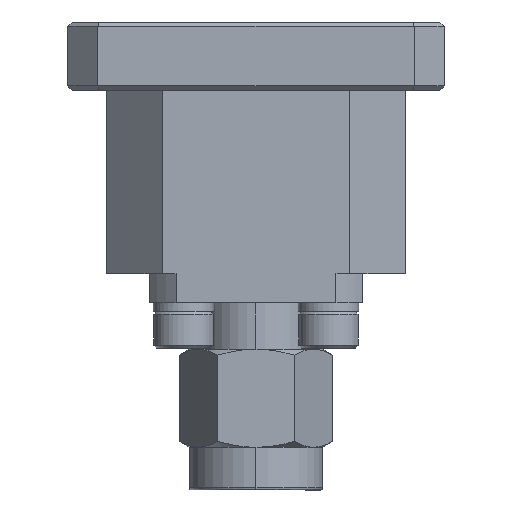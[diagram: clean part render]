
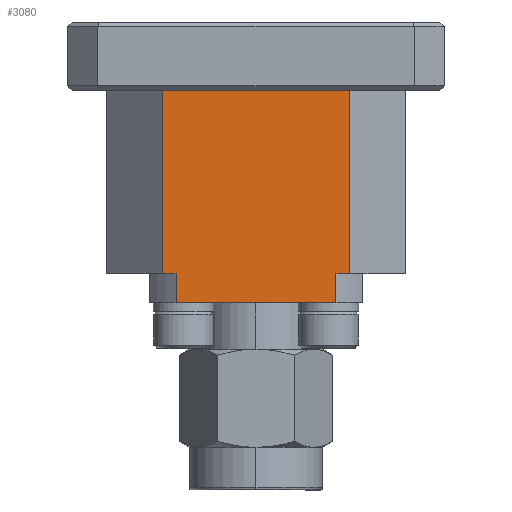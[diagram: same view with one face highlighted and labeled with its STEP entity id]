
A CAD part, front view. The second image highlights one B-rep face of the part: STEP entity #3080.
In plain terms, the highlighted planar face has unit normal (0, -1, 0).
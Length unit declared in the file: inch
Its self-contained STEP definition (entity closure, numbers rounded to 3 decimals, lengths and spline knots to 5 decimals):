
#90 = ORIENTED_EDGE ( 'NONE', *, *, #5768, .T. ) ;
#267 = ORIENTED_EDGE ( 'NONE', *, *, #4152, .T. ) ;
#367 = ORIENTED_EDGE ( 'NONE', *, *, #5524, .T. ) ;
#511 = VECTOR ( 'NONE', #5547, 39.37008 ) ;
#713 = CARTESIAN_POINT ( 'NONE',  ( -0.25, -0.25, -0.6585 ) ) ;
#722 = CARTESIAN_POINT ( 'NONE',  ( -0.1875, -0.25, -0.6785 ) ) ;
#818 = VECTOR ( 'NONE', #891, 39.37008 ) ;
#823 = VECTOR ( 'NONE', #5005, 39.37008 ) ;
#884 = FACE_OUTER_BOUND ( 'NONE', #4126, .T. ) ;
#891 = DIRECTION ( 'NONE',  ( 0., 0., -1. ) ) ;
#924 = ORIENTED_EDGE ( 'NONE', *, *, #1587, .T. ) ;
#950 = EDGE_CURVE ( 'NONE', #5778, #987, #4820, .T. ) ;
#987 = VERTEX_POINT ( 'NONE', #4884 ) ;
#1119 = ORIENTED_EDGE ( 'NONE', *, *, #4765, .T. ) ;
#1427 = CARTESIAN_POINT ( 'NONE',  ( 0.35, -0.25, -1.92023 ) ) ;
#1451 = DIRECTION ( 'NONE',  ( 0., 0., 1. ) ) ;
#1491 = VECTOR ( 'NONE', #4729, 39.37008 ) ;
#1587 = EDGE_CURVE ( 'NONE', #3153, #5778, #1935, .T. ) ;
#1623 = CARTESIAN_POINT ( 'NONE',  ( 0.22, -0.25, -0.59 ) ) ;
#1642 = EDGE_CURVE ( 'NONE', #987, #2384, #4044, .T. ) ;
#1935 = LINE ( 'NONE', #3869, #818 ) ;
#2116 = CARTESIAN_POINT ( 'NONE',  ( 0.35, -0.25, -0.59 ) ) ;
#2384 = VERTEX_POINT ( 'NONE', #2418 ) ;
#2418 = CARTESIAN_POINT ( 'NONE',  ( -0.1875, -0.25, -0.6585 ) ) ;
#2584 = ORIENTED_EDGE ( 'NONE', *, *, #4082, .T. ) ;
#2586 = LINE ( 'NONE', #2116, #511 ) ;
#2660 = AXIS2_PLACEMENT_3D ( 'NONE', #1427, #5194, #2885 ) ;
#2709 = VECTOR ( 'NONE', #6162, 39.37008 ) ;
#2885 = DIRECTION ( 'NONE',  ( 0., 0., 1. ) ) ;
#2911 = CARTESIAN_POINT ( 'NONE',  ( 0.1875, -0.25, -0.6785 ) ) ;
#2937 = VECTOR ( 'NONE', #1451, 39.37008 ) ;
#3080 = ADVANCED_FACE ( 'NONE', ( #884 ), #3270, .F. ) ;
#3153 = VERTEX_POINT ( 'NONE', #3330 ) ;
#3220 = VERTEX_POINT ( 'NONE', #4364 ) ;
#3230 = VECTOR ( 'NONE', #5652, 39.37008 ) ;
#3270 = PLANE ( 'NONE',  #2660 ) ;
#3275 = ORIENTED_EDGE ( 'NONE', *, *, #950, .T. ) ;
#3330 = CARTESIAN_POINT ( 'NONE',  ( -0.22, -0.25, -0.16 ) ) ;
#3491 = VERTEX_POINT ( 'NONE', #1623 ) ;
#3651 = DIRECTION ( 'NONE',  ( -1., 0., 0. ) ) ;
#3727 = CARTESIAN_POINT ( 'NONE',  ( 0.35, -0.25, -0.59 ) ) ;
#3869 = CARTESIAN_POINT ( 'NONE',  ( -0.22, -0.25, -1.92023 ) ) ;
#3887 = CARTESIAN_POINT ( 'NONE',  ( -0.22, -0.25, -0.59 ) ) ;
#4044 = LINE ( 'NONE', #722, #823 ) ;
#4082 = EDGE_CURVE ( 'NONE', #2384, #3220, #5498, .T. ) ;
#4126 = EDGE_LOOP ( 'NONE', ( #924, #3275, #4217, #2584, #267, #367, #90, #1119 ) ) ;
#4152 = EDGE_CURVE ( 'NONE', #3220, #5433, #4384, .T. ) ;
#4217 = ORIENTED_EDGE ( 'NONE', *, *, #1642, .T. ) ;
#4360 = LINE ( 'NONE', #5467, #2937 ) ;
#4364 = CARTESIAN_POINT ( 'NONE',  ( 0.1875, -0.25, -0.6585 ) ) ;
#4384 = LINE ( 'NONE', #2911, #1491 ) ;
#4460 = VERTEX_POINT ( 'NONE', #5123 ) ;
#4529 = VECTOR ( 'NONE', #3651, 39.37008 ) ;
#4729 = DIRECTION ( 'NONE',  ( 0., 0., 1. ) ) ;
#4765 = EDGE_CURVE ( 'NONE', #4460, #3153, #5528, .T. ) ;
#4820 = LINE ( 'NONE', #3727, #3230 ) ;
#4884 = CARTESIAN_POINT ( 'NONE',  ( -0.1875, -0.25, -0.59 ) ) ;
#5005 = DIRECTION ( 'NONE',  ( 0., 0., -1. ) ) ;
#5123 = CARTESIAN_POINT ( 'NONE',  ( 0.22, -0.25, -0.16 ) ) ;
#5194 = DIRECTION ( 'NONE',  ( 0., 1., 0. ) ) ;
#5433 = VERTEX_POINT ( 'NONE', #5892 ) ;
#5467 = CARTESIAN_POINT ( 'NONE',  ( 0.22, -0.25, -1.92023 ) ) ;
#5498 = LINE ( 'NONE', #713, #2709 ) ;
#5524 = EDGE_CURVE ( 'NONE', #5433, #3491, #2586, .T. ) ;
#5528 = LINE ( 'NONE', #6055, #4529 ) ;
#5547 = DIRECTION ( 'NONE',  ( 1., 0., 0. ) ) ;
#5652 = DIRECTION ( 'NONE',  ( 1., 0., 0. ) ) ;
#5768 = EDGE_CURVE ( 'NONE', #3491, #4460, #4360, .T. ) ;
#5778 = VERTEX_POINT ( 'NONE', #3887 ) ;
#5892 = CARTESIAN_POINT ( 'NONE',  ( 0.1875, -0.25, -0.59 ) ) ;
#6055 = CARTESIAN_POINT ( 'NONE',  ( 0.22, -0.25, -0.16 ) ) ;
#6162 = DIRECTION ( 'NONE',  ( 1., 0., 0. ) ) ;
